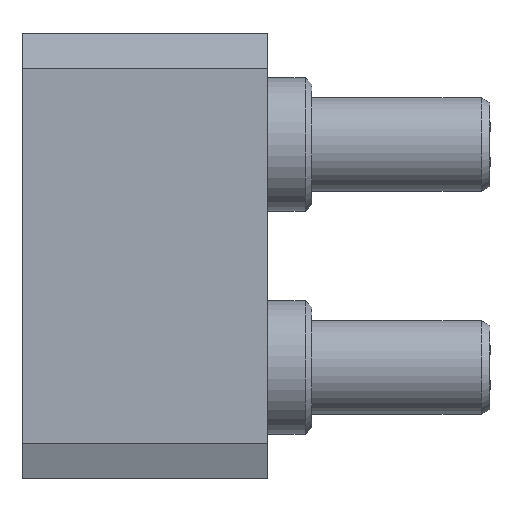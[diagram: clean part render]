
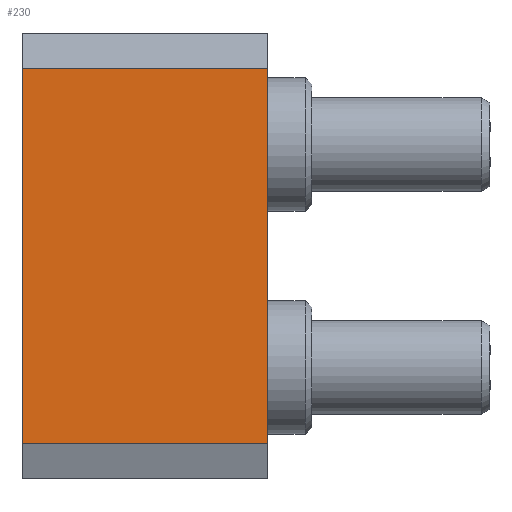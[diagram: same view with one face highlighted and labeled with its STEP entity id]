
A CAD part, left-side view. The second image highlights one B-rep face of the part: STEP entity #230.
In plain terms, the highlighted planar face has unit normal (-1, 0, 0).
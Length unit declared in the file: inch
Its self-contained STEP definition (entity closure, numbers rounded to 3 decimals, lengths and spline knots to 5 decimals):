
#107 = EDGE_CURVE ( 'NONE', #1471, #1492, #1553, .T. ) ;
#161 = VECTOR ( 'NONE', #926, 39.37008 ) ;
#179 = EDGE_CURVE ( 'NONE', #1502, #1492, #1132, .T. ) ;
#187 = EDGE_CURVE ( 'NONE', #1490, #1502, #1154, .T. ) ;
#190 = EDGE_CURVE ( 'NONE', #1490, #1471, #1212, .T. ) ;
#230 = ADVANCED_FACE ( 'NONE', ( #1604 ), #793, .T. ) ;
#276 = AXIS2_PLACEMENT_3D ( 'NONE', #827, #780, #828 ) ;
#319 = VECTOR ( 'NONE', #981, 39.37008 ) ;
#329 = VECTOR ( 'NONE', #376, 39.37008 ) ;
#334 = VECTOR ( 'NONE', #390, 39.37008 ) ;
#375 = CARTESIAN_POINT ( 'NONE',  ( -0.01203, -0.11, -0.18425 ) ) ;
#376 = DIRECTION ( 'NONE',  ( 0., 1., 0. ) ) ;
#390 = DIRECTION ( 'NONE',  ( 0., 0., 1. ) ) ;
#604 = CARTESIAN_POINT ( 'NONE',  ( -0.01203, -0.11, -0.01575 ) ) ;
#669 = CARTESIAN_POINT ( 'NONE',  ( -0.01203, 0., -0.18425 ) ) ;
#670 = CARTESIAN_POINT ( 'NONE',  ( -0.01203, -0.11, -0.18425 ) ) ;
#673 = CARTESIAN_POINT ( 'NONE',  ( -0.01203, 0., -0.01575 ) ) ;
#732 = CARTESIAN_POINT ( 'NONE',  ( -0.01203, -0.11, -0.18425 ) ) ;
#780 = DIRECTION ( 'NONE',  ( -1., 0., 0. ) ) ;
#793 = PLANE ( 'NONE',  #276 ) ;
#826 = CARTESIAN_POINT ( 'NONE',  ( -0.01203, -0.11, -0.01575 ) ) ;
#827 = CARTESIAN_POINT ( 'NONE',  ( -0.01203, -0.11, -0.18425 ) ) ;
#828 = DIRECTION ( 'NONE',  ( 0., 0., 1. ) ) ;
#926 = DIRECTION ( 'NONE',  ( 0., 1., 0. ) ) ;
#980 = CARTESIAN_POINT ( 'NONE',  ( -0.01203, 0., -0.18425 ) ) ;
#981 = DIRECTION ( 'NONE',  ( 0., 0., 1. ) ) ;
#1132 = LINE ( 'NONE', #980, #319 ) ;
#1139 = ORIENTED_EDGE ( 'NONE', *, *, #107, .T. ) ;
#1140 = ORIENTED_EDGE ( 'NONE', *, *, #190, .T. ) ;
#1143 = ORIENTED_EDGE ( 'NONE', *, *, #187, .F. ) ;
#1147 = ORIENTED_EDGE ( 'NONE', *, *, #179, .F. ) ;
#1154 = LINE ( 'NONE', #375, #329 ) ;
#1212 = LINE ( 'NONE', #732, #334 ) ;
#1471 = VERTEX_POINT ( 'NONE', #604 ) ;
#1490 = VERTEX_POINT ( 'NONE', #670 ) ;
#1492 = VERTEX_POINT ( 'NONE', #673 ) ;
#1502 = VERTEX_POINT ( 'NONE', #669 ) ;
#1553 = LINE ( 'NONE', #826, #161 ) ;
#1604 = FACE_OUTER_BOUND ( 'NONE', #1631, .T. ) ;
#1631 = EDGE_LOOP ( 'NONE', ( #1147, #1143, #1140, #1139 ) ) ;
